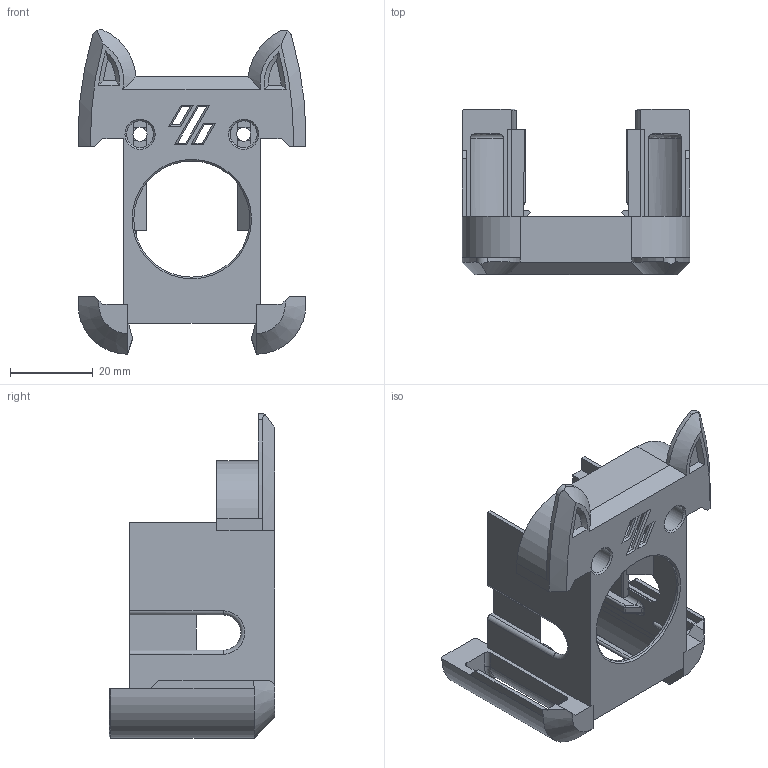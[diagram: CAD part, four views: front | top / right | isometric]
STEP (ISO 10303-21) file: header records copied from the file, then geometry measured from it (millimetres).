
FILE_DESCRIPTION(/* description */ (''),/* implementation_level */ '2;1');
FILE_NAME(/* name */ 'Cowl_Cat.step',/* time_stamp */ '2023-08-29T19:32:36-06:00',/* author */ (''),/* organization */ (''),/* preprocessor_version */ 'ST-DEVELOPER v20',/* originating_system */ 'Autodesk Translation Framework v12.9.0.99',/* authorisation */ '');
FILE_SCHEMA (('AUTOMOTIVE_DESIGN { 1 0 10303 214 3 1 1 }'));
Length unit declared in the file: millimetre
Products named in the file (7): (Unsaved); Ducts; Duct_Left; Standard (1); Duct_Right; Standard; Cat_Body
Assembly tree (6 placements, depth 4):
  (Unsaved)
    Ducts
      Duct_Left
        Standard (1)
      Duct_Right
        Standard
    Cat_Body
Bounding box: 55 x 40 x 78.27 mm (x, y, z)
Volume: 19119.5 mm3; surface area: 17713.2 mm2
Topology: 3 solids, 3 shells, 297 faces, 790 edges, 499 vertices
Faces by surface type: plane 182, cylinder 66, cone 19, bspline 18, torus 8, sphere 4
Full cylindrical faces by diameter (mm): 3.4 x2, 6.5 x2, 28 x1
Entity records: 10183 total; most frequent: CARTESIAN_POINT 2612, ORIENTED_EDGE 1580, DIRECTION 1525, EDGE_CURVE 790, LINE 533, VECTOR 533, VERTEX_POINT 499, AXIS2_PLACEMENT_3D 496
